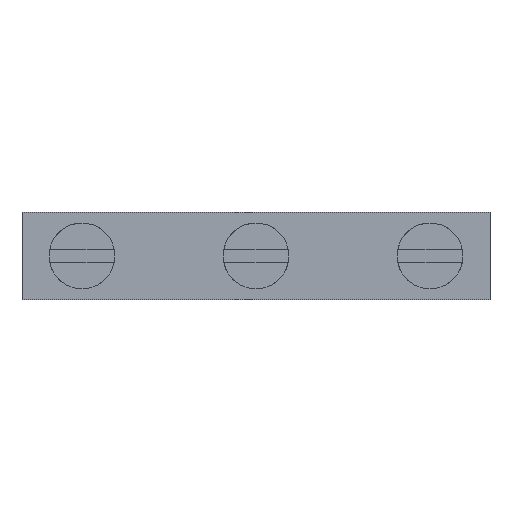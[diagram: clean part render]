
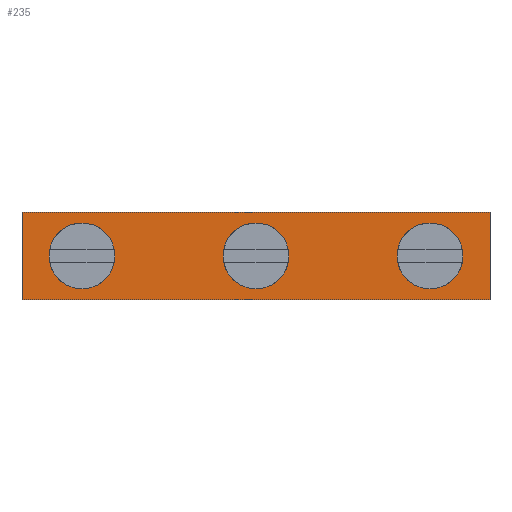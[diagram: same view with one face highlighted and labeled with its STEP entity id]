
A CAD part, top view. The second image highlights one B-rep face of the part: STEP entity #235.
In plain terms, the highlighted planar face has unit normal (0, 0, 1).
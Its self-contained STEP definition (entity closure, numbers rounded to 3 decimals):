
#53=LINE('',#1158,#89);
#59=LINE('',#1171,#95);
#60=LINE('',#1173,#96);
#64=LINE('',#1190,#100);
#89=VECTOR('',#927,1.);
#95=VECTOR('',#935,1.);
#96=VECTOR('',#938,1.);
#100=VECTOR('',#956,1.);
#196=PLANE('',#829);
#235=ADVANCED_FACE('',(#312,#313,#314,#315),#196,.T.);
#312=FACE_BOUND('',#383,.T.);
#313=FACE_BOUND('',#384,.T.);
#314=FACE_BOUND('',#385,.T.);
#315=FACE_BOUND('',#386,.T.);
#383=EDGE_LOOP('',(#485,#486,#487,#488));
#384=EDGE_LOOP('',(#489));
#385=EDGE_LOOP('',(#490));
#386=EDGE_LOOP('',(#491));
#485=ORIENTED_EDGE('',*,*,#693,.T.);
#486=ORIENTED_EDGE('',*,*,#702,.T.);
#487=ORIENTED_EDGE('',*,*,#694,.T.);
#488=ORIENTED_EDGE('',*,*,#687,.T.);
#489=ORIENTED_EDGE('',*,*,#703,.F.);
#490=ORIENTED_EDGE('',*,*,#698,.F.);
#491=ORIENTED_EDGE('',*,*,#704,.F.);
#622=VERTEX_POINT('',#1159);
#623=VERTEX_POINT('',#1160);
#627=VERTEX_POINT('',#1170);
#628=VERTEX_POINT('',#1174);
#631=VERTEX_POINT('',#1182);
#634=VERTEX_POINT('',#1192);
#635=VERTEX_POINT('',#1194);
#687=EDGE_CURVE('',#622,#623,#53,.T.);
#693=EDGE_CURVE('',#623,#627,#59,.T.);
#694=EDGE_CURVE('',#628,#622,#60,.T.);
#698=EDGE_CURVE('',#631,#631,#769,.T.);
#702=EDGE_CURVE('',#627,#628,#64,.T.);
#703=EDGE_CURVE('',#634,#634,#772,.T.);
#704=EDGE_CURVE('',#635,#635,#773,.T.);
#769=CIRCLE('',#822,1.7);
#772=CIRCLE('',#827,1.7);
#773=CIRCLE('',#828,1.7);
#822=AXIS2_PLACEMENT_3D('',#1181,#945,#946);
#827=AXIS2_PLACEMENT_3D('',#1191,#957,#958);
#828=AXIS2_PLACEMENT_3D('',#1193,#959,#960);
#829=AXIS2_PLACEMENT_3D('',#1195,#961,#962);
#927=DIRECTION('',(0.,-1.,0.));
#935=DIRECTION('',(1.,0.,0.));
#938=DIRECTION('',(-1.,0.,0.));
#945=DIRECTION('',(0.,0.,1.));
#946=DIRECTION('',(1.,0.,0.));
#956=DIRECTION('',(0.,1.,0.));
#957=DIRECTION('',(0.,0.,1.));
#958=DIRECTION('',(1.,0.,0.));
#959=DIRECTION('',(0.,0.,1.));
#960=DIRECTION('',(1.,0.,0.));
#961=DIRECTION('',(0.,0.,1.));
#962=DIRECTION('',(-1.,0.,0.));
#1158=CARTESIAN_POINT('',(-5.025,3.,0.));
#1159=CARTESIAN_POINT('',(-5.025,3.,0.));
#1160=CARTESIAN_POINT('',(-5.025,-3.,0.));
#1170=CARTESIAN_POINT('',(26.975,-3.,0.));
#1171=CARTESIAN_POINT('',(-5.025,-3.,0.));
#1173=CARTESIAN_POINT('',(5.025,3.,0.));
#1174=CARTESIAN_POINT('',(26.975,3.,0.));
#1181=CARTESIAN_POINT('',(-0.925,0.,0.));
#1182=CARTESIAN_POINT('',(0.775,0.,0.));
#1190=CARTESIAN_POINT('',(26.975,-3.,0.));
#1191=CARTESIAN_POINT('',(10.975,0.,0.));
#1192=CARTESIAN_POINT('',(12.675,0.,0.));
#1193=CARTESIAN_POINT('',(22.875,0.,0.));
#1194=CARTESIAN_POINT('',(24.575,0.,0.));
#1195=CARTESIAN_POINT('',(-0.925,0.,0.));
